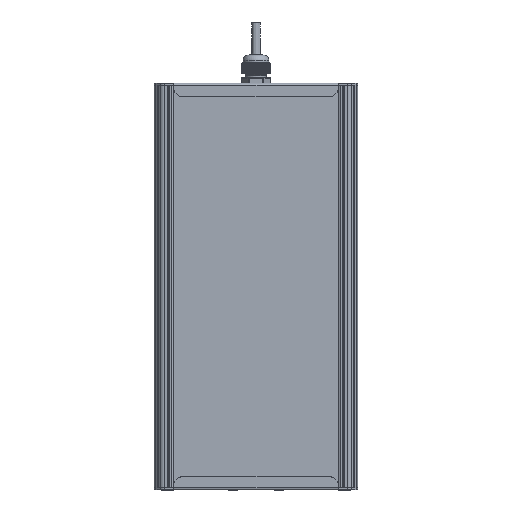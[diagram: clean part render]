
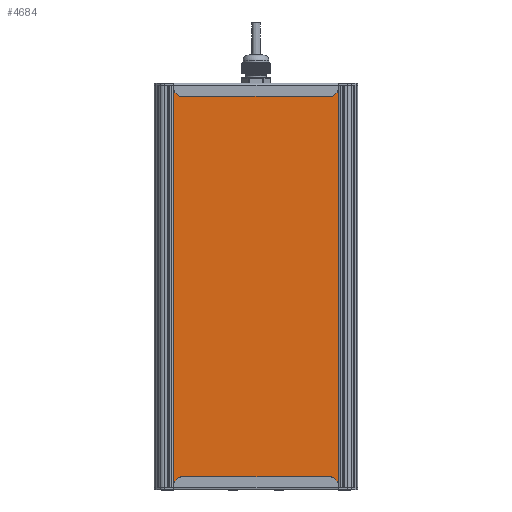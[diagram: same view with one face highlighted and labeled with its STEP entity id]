
A CAD part, front view. The second image highlights one B-rep face of the part: STEP entity #4684.
In plain terms, the highlighted face is planar.
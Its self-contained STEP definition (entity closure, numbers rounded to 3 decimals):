
#4684=ADVANCED_FACE('',(#16632),#16634,.T.);
#16632=FACE_BOUND('',#16633,.T.);
#16633=EDGE_LOOP('',(#49873,#49874,#49875,#49876));
#16634=PLANE('',#16635);
#16635=AXIS2_PLACEMENT_3D('',#16636,#16637,#16638);
#16636=CARTESIAN_POINT('',(2111.497,401.002,-34.582));
#16637=DIRECTION('',(0.,0.,-1.));
#16638=DIRECTION('',(0.,1.,0.));
#49873=ORIENTED_EDGE('',*,*,#59183,.F.);
#49874=ORIENTED_EDGE('',*,*,#59182,.T.);
#49875=ORIENTED_EDGE('',*,*,#59184,.F.);
#49876=ORIENTED_EDGE('',*,*,#59185,.F.);
#59182=EDGE_CURVE('',#66130,#66134,#66136,.T.);
#59183=EDGE_CURVE('',#66130,#66137,#66138,.T.);
#59184=EDGE_CURVE('',#66139,#66134,#66140,.T.);
#59185=EDGE_CURVE('',#66137,#66139,#66141,.T.);
#66130=VERTEX_POINT('',#87132);
#66134=VERTEX_POINT('',#87140);
#66136=LINE('',#87144,#87145);
#66137=VERTEX_POINT('',#87147);
#66138=LINE('',#87148,#87149);
#66139=VERTEX_POINT('',#87151);
#66140=LINE('',#87152,#87153);
#66141=LINE('',#87155,#87156);
#87132=CARTESIAN_POINT('',(2111.497,565.13,-34.582));
#87140=CARTESIAN_POINT('',(2482.497,565.13,-34.582));
#87144=CARTESIAN_POINT('',(2111.497,565.13,-34.582));
#87145=VECTOR('',#87146,1.);
#87146=DIRECTION('',(1.,0.,0.));
#87147=CARTESIAN_POINT('',(2111.497,401.002,-34.582));
#87148=CARTESIAN_POINT('',(2111.497,565.13,-34.582));
#87149=VECTOR('',#87150,1.);
#87150=DIRECTION('',(0.,-1.,0.));
#87151=CARTESIAN_POINT('',(2482.497,401.002,-34.582));
#87152=CARTESIAN_POINT('',(2482.497,401.002,-34.582));
#87153=VECTOR('',#87154,1.);
#87154=DIRECTION('',(0.,1.,0.));
#87155=CARTESIAN_POINT('',(2111.497,401.002,-34.582));
#87156=VECTOR('',#87157,1.);
#87157=DIRECTION('',(1.,0.,0.));
